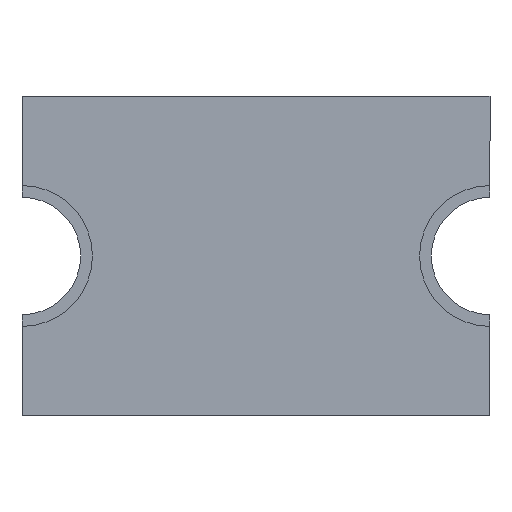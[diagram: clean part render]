
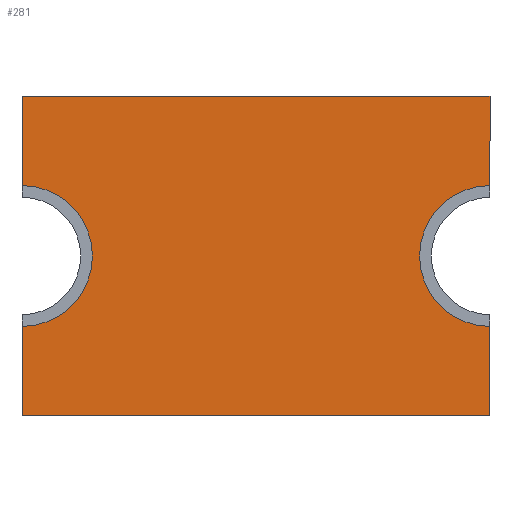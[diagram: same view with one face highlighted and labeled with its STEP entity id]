
A CAD part, front view. The second image highlights one B-rep face of the part: STEP entity #281.
In plain terms, the highlighted planar face has unit normal (0, -1, 0).
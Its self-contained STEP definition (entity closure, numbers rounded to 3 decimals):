
#3 = CARTESIAN_POINT ( 'NONE',  ( 3.99, -0.8, 2.72 ) ) ;
#9 = VERTEX_POINT ( 'NONE', #299 ) ;
#17 = DIRECTION ( 'NONE',  ( 0., 0., 1. ) ) ;
#19 = DIRECTION ( 'NONE',  ( 0., -1., 0. ) ) ;
#33 = DIRECTION ( 'NONE',  ( -1., 0., 0. ) ) ;
#55 = ORIENTED_EDGE ( 'NONE', *, *, #628, .F. ) ;
#57 = EDGE_CURVE ( 'NONE', #9, #210, #626, .T. ) ;
#75 = CARTESIAN_POINT ( 'NONE',  ( -3.99, -0.8, 2.72 ) ) ;
#89 = CIRCLE ( 'NONE', #577, 1.2 ) ;
#92 = VECTOR ( 'NONE', #731, 1000. ) ;
#98 = CARTESIAN_POINT ( 'NONE',  ( 3.99, -0.8, 0. ) ) ;
#118 = EDGE_CURVE ( 'NONE', #461, #137, #89, .T. ) ;
#126 = ORIENTED_EDGE ( 'NONE', *, *, #612, .F. ) ;
#132 = LINE ( 'NONE', #786, #92 ) ;
#137 = VERTEX_POINT ( 'NONE', #407 ) ;
#166 = LINE ( 'NONE', #375, #479 ) ;
#168 = CARTESIAN_POINT ( 'NONE',  ( 3.99, -0.8, -2.72 ) ) ;
#170 = EDGE_CURVE ( 'NONE', #592, #192, #329, .T. ) ;
#175 = EDGE_CURVE ( 'NONE', #192, #9, #540, .T. ) ;
#184 = DIRECTION ( 'NONE',  ( 0., 0., -1. ) ) ;
#192 = VERTEX_POINT ( 'NONE', #732 ) ;
#210 = VERTEX_POINT ( 'NONE', #3 ) ;
#216 = EDGE_CURVE ( 'NONE', #539, #592, #132, .T. ) ;
#259 = EDGE_CURVE ( 'NONE', #137, #357, #674, .T. ) ;
#281 = ADVANCED_FACE ( 'NONE', ( #393 ), #330, .T. ) ;
#299 = CARTESIAN_POINT ( 'NONE',  ( -3.99, -0.8, 2.72 ) ) ;
#307 = CARTESIAN_POINT ( 'NONE',  ( 3.99, -0.8, 1.2 ) ) ;
#314 = CARTESIAN_POINT ( 'NONE',  ( -3.99, -0.8, -2.72 ) ) ;
#329 = CIRCLE ( 'NONE', #815, 1.2 ) ;
#330 = PLANE ( 'NONE',  #395 ) ;
#343 = CARTESIAN_POINT ( 'NONE',  ( -3.99, -0.8, 0. ) ) ;
#349 = ORIENTED_EDGE ( 'NONE', *, *, #57, .F. ) ;
#357 = VERTEX_POINT ( 'NONE', #168 ) ;
#364 = DIRECTION ( 'NONE',  ( 0., -1., 0. ) ) ;
#369 = VECTOR ( 'NONE', #17, 1000. ) ;
#375 = CARTESIAN_POINT ( 'NONE',  ( -3.99, -0.8, -2.72 ) ) ;
#382 = CARTESIAN_POINT ( 'NONE',  ( -3.99, -0.8, -1.2 ) ) ;
#393 = FACE_OUTER_BOUND ( 'NONE', #672, .T. ) ;
#395 = AXIS2_PLACEMENT_3D ( 'NONE', #459, #779, #184 ) ;
#407 = CARTESIAN_POINT ( 'NONE',  ( 3.99, -0.8, -1.2 ) ) ;
#417 = ORIENTED_EDGE ( 'NONE', *, *, #170, .F. ) ;
#421 = VECTOR ( 'NONE', #760, 1000. ) ;
#425 = DIRECTION ( 'NONE',  ( 1., 0., 0. ) ) ;
#452 = CARTESIAN_POINT ( 'NONE',  ( 3.99, -0.8, -2.72 ) ) ;
#459 = CARTESIAN_POINT ( 'NONE',  ( -3.99, -0.8, 0. ) ) ;
#461 = VERTEX_POINT ( 'NONE', #307 ) ;
#479 = VECTOR ( 'NONE', #33, 1000. ) ;
#483 = DIRECTION ( 'NONE',  ( 0., 0., 1. ) ) ;
#498 = VECTOR ( 'NONE', #716, 1000. ) ;
#521 = ORIENTED_EDGE ( 'NONE', *, *, #216, .F. ) ;
#539 = VERTEX_POINT ( 'NONE', #314 ) ;
#540 = LINE ( 'NONE', #750, #369 ) ;
#577 = AXIS2_PLACEMENT_3D ( 'NONE', #98, #19, #483 ) ;
#592 = VERTEX_POINT ( 'NONE', #382 ) ;
#607 = ORIENTED_EDGE ( 'NONE', *, *, #118, .F. ) ;
#612 = EDGE_CURVE ( 'NONE', #210, #461, #633, .T. ) ;
#626 = LINE ( 'NONE', #75, #791 ) ;
#628 = EDGE_CURVE ( 'NONE', #357, #539, #166, .T. ) ;
#633 = LINE ( 'NONE', #824, #421 ) ;
#671 = DIRECTION ( 'NONE',  ( 0., 0., -1. ) ) ;
#672 = EDGE_LOOP ( 'NONE', ( #126, #349, #729, #417, #521, #55, #733, #607 ) ) ;
#674 = LINE ( 'NONE', #452, #498 ) ;
#716 = DIRECTION ( 'NONE',  ( 0., 0., -1. ) ) ;
#729 = ORIENTED_EDGE ( 'NONE', *, *, #175, .F. ) ;
#731 = DIRECTION ( 'NONE',  ( 0., 0., 1. ) ) ;
#732 = CARTESIAN_POINT ( 'NONE',  ( -3.99, -0.8, 1.2 ) ) ;
#733 = ORIENTED_EDGE ( 'NONE', *, *, #259, .F. ) ;
#750 = CARTESIAN_POINT ( 'NONE',  ( -3.99, -0.8, 1.2 ) ) ;
#760 = DIRECTION ( 'NONE',  ( 0., 0., -1. ) ) ;
#779 = DIRECTION ( 'NONE',  ( 0., -1., 0. ) ) ;
#786 = CARTESIAN_POINT ( 'NONE',  ( -3.99, -0.8, -2.72 ) ) ;
#791 = VECTOR ( 'NONE', #425, 1000. ) ;
#815 = AXIS2_PLACEMENT_3D ( 'NONE', #343, #364, #671 ) ;
#824 = CARTESIAN_POINT ( 'NONE',  ( 3.99, -0.8, 1.2 ) ) ;
